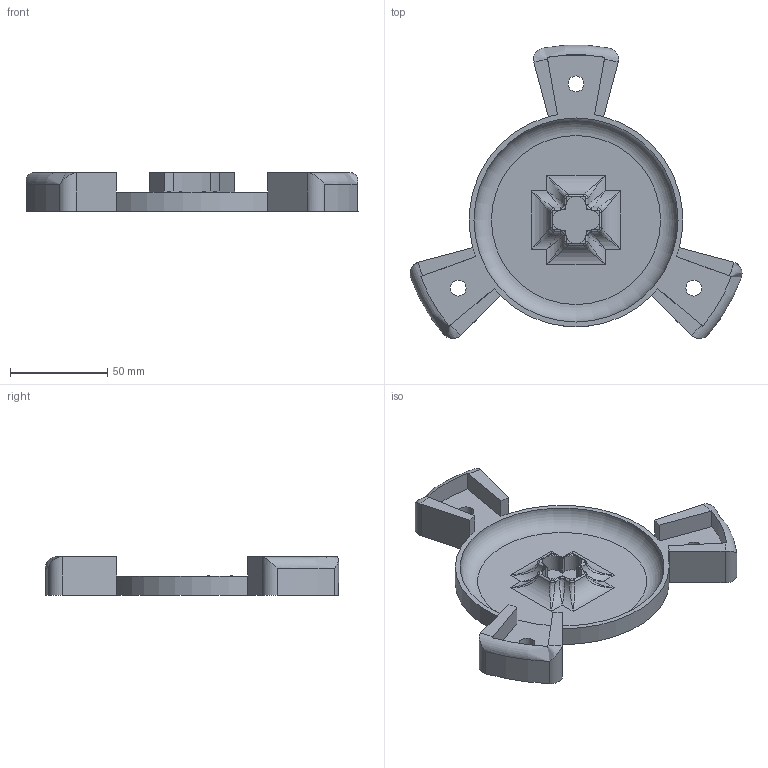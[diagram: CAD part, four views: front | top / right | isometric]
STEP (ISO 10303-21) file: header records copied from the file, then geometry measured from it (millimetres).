
FILE_DESCRIPTION(/* description */ (''),/* implementation_level */ '2;1');
FILE_NAME(/* name */ 'A G003997-Soporte disco-con soporte.stp',/* time_stamp */ '2015-01-26T10:00:19+01:00',/* author */ ('jnazabal'),/* organization */ (''),/* preprocessor_version */ 'ST-DEVELOPER v15.6',/* originating_system */ 'Autodesk Inventor 2015',/* authorisation */ '');
FILE_SCHEMA (('AUTOMOTIVE_DESIGN { 1 0 10303 214 3 1 1 }'));
Length unit declared in the file: millimetre
Products named in the file (1): A G003997-Soporte disco-con soporte
Bounding box: 170.76 x 150.82 x 20 mm (x, y, z)
Volume: 80247 mm3; surface area: 42095.2 mm2
Topology: 1 solids, 1 shells, 130 faces, 348 edges, 210 vertices
Faces by surface type: cylinder 52, plane 42, bspline 32, torus 4
Full cylindrical faces by diameter (mm): 8.2 x3
Entity records: 5255 total; most frequent: CARTESIAN_POINT 2306, ORIENTED_EDGE 664, DIRECTION 514, EDGE_CURVE 332, VERTEX_POINT 210, AXIS2_PLACEMENT_3D 189, EDGE_LOOP 142, LINE 136
